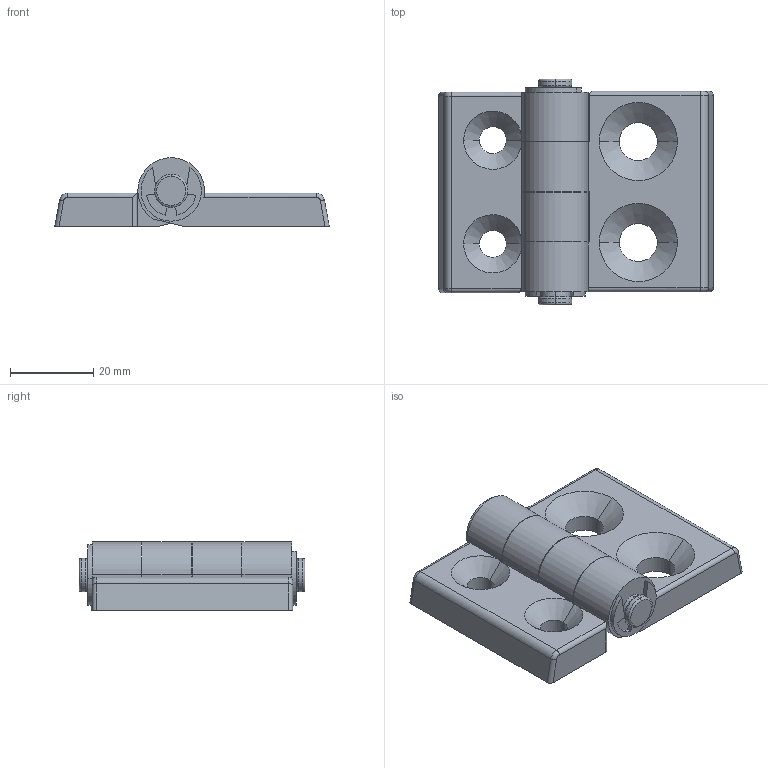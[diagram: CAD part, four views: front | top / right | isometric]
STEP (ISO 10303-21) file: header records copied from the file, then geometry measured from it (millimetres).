
FILE_DESCRIPTION (( 'STEP AP214' ), '1' );
FILE_NAME ('SNSD.30.51.00. Ïåòëÿ ïëàñòèêîâàÿ 3040(B18).STEP', '2024-01-12T10:01:59', ( '' ), ( '' ), 'SwSTEP 2.0', 'SolidWorks 2022', '' );
FILE_SCHEMA (( 'AUTOMOTIVE_DESIGN' ));
Length unit declared in the file: millimetre
Products named in the file (5): SNSD.30.51.00. Палец (B18)_00; SNSD.30.51.00. Петля пластиковая 3040(B18); SNSD.30.51.00. Кольцо (B18)_00; SNSD.30.51.00. Петля пластиковая (B18)_00; SNSD.30.51.00. Петля пластиковая малая часть(B18)_00
Assembly tree (5 placements, depth 2):
  SNSD.30.51.00. Петля пластиковая 3040(B18)
    SNSD.30.51.00. Петля пластиковая (B18)_00
    SNSD.30.51.00. Петля пластиковая малая часть(B18)_00
    SNSD.30.51.00. Палец (B18)_00
    SNSD.30.51.00. Кольцо (B18)_00  x2
Bounding box: 65.97 x 54.25 x 16.5 mm (x, y, z)
Volume: 25051.4 mm3; surface area: 13410.6 mm2
Topology: 5 solids, 5 shells, 173 faces, 417 edges, 254 vertices
Faces by surface type: cylinder 84, plane 53, torus 12, cone 8, sphere 8, bspline 8
Entity records: 4908 total; most frequent: CARTESIAN_POINT 1007, DIRECTION 826, ORIENTED_EDGE 756, EDGE_CURVE 378, AXIS2_PLACEMENT_3D 319, VERTEX_POINT 228, LINE 188, VECTOR 188
